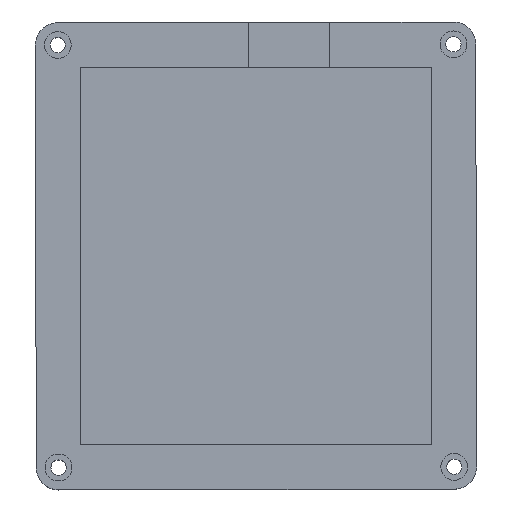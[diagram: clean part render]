
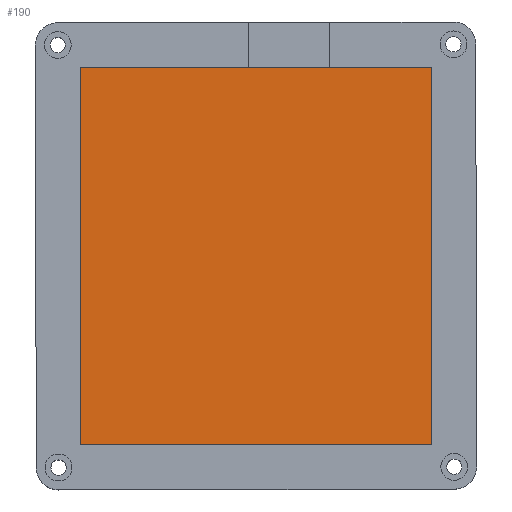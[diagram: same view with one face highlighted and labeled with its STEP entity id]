
A CAD part, top view. The second image highlights one B-rep face of the part: STEP entity #190.
In plain terms, the highlighted planar face has unit normal (0, 0, 1).
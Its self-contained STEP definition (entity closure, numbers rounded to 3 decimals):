
#70=CARTESIAN_POINT('',(39.3,-42.3,3.));
#71=VERTEX_POINT('',#70);
#78=CARTESIAN_POINT('',(-39.3,-42.3,3.));
#79=VERTEX_POINT('',#78);
#80=CARTESIAN_POINT('',(-39.3,-42.3,3.));
#81=DIRECTION('',(1.,0.,-0.));
#82=VECTOR('',#81,78.6);
#83=LINE('',#80,#82);
#84=EDGE_CURVE('',#79,#71,#83,.T.);
#108=CARTESIAN_POINT('',(39.3,42.3,3.));
#109=VERTEX_POINT('',#108);
#116=CARTESIAN_POINT('',(39.3,-42.3,3.));
#117=DIRECTION('',(0.,1.,0.));
#118=VECTOR('',#117,84.6);
#119=LINE('',#116,#118);
#120=EDGE_CURVE('',#71,#109,#119,.T.);
#139=CARTESIAN_POINT('',(-39.3,42.3,3.));
#140=VERTEX_POINT('',#139);
#147=CARTESIAN_POINT('',(39.3,42.3,3.));
#148=DIRECTION('',(-1.,-0.,0.));
#149=VECTOR('',#148,78.6);
#150=LINE('',#147,#149);
#151=EDGE_CURVE('',#109,#140,#150,.T.);
#169=CARTESIAN_POINT('',(-39.3,42.3,3.));
#170=DIRECTION('',(-0.,-1.,-0.));
#171=VECTOR('',#170,84.6);
#172=LINE('',#169,#171);
#173=EDGE_CURVE('',#140,#79,#172,.T.);
#179=CARTESIAN_POINT('',(0.,0.,3.));
#180=DIRECTION('',(0.,0.,1.));
#181=DIRECTION('',(1.,0.,0.));
#182=AXIS2_PLACEMENT_3D('',#179,#180,#181);
#183=PLANE('',#182);
#184=ORIENTED_EDGE('',*,*,#84,.T.);
#185=ORIENTED_EDGE('',*,*,#120,.T.);
#186=ORIENTED_EDGE('',*,*,#151,.T.);
#187=ORIENTED_EDGE('',*,*,#173,.T.);
#188=EDGE_LOOP('',(#184,#185,#186,#187));
#189=FACE_BOUND('',#188,.T.);
#190=ADVANCED_FACE('',(#189),#183,.T.);
